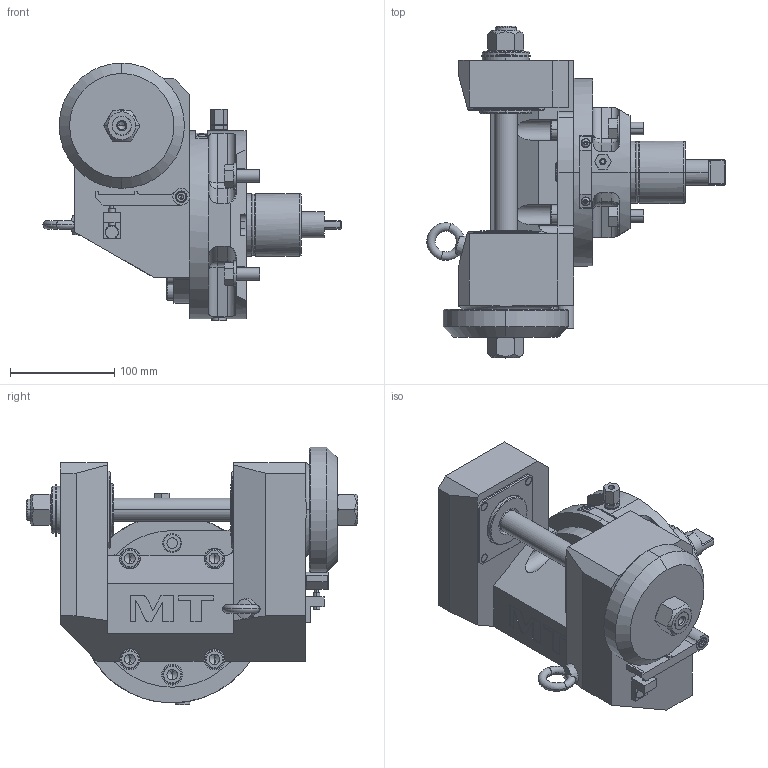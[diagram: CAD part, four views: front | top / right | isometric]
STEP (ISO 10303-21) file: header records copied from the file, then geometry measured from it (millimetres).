
FILE_DESCRIPTION((''),'2;1');
FILE_NAME('MNL0672100_CONF','2023-02-16T16:52:47',('sterribile'),('M.T. srl'),'CREO PARAMETRIC BY PTC INC, 2021072','CREO PARAMETRIC BY PTC INC, 2021072','');
FILE_SCHEMA(('CONFIG_CONTROL_DESIGN'));
Length unit declared in the file: millimetre
Products named in the file (1): MNL0672100_CONF
Bounding box: 285.5 x 318 x 247 mm (x, y, z)
Volume: 4562586.4 mm3; surface area: 319141 mm2
Topology: 1 solids, 1 shells, 770 faces, 1908 edges, 1206 vertices
Faces by surface type: plane 346, cylinder 266, cone 110, torus 30, sphere 8, bspline 8, extrusion 2
Entity records: 26789 total; most frequent: CARTESIAN_POINT 8373, DIRECTION 3905, ORIENTED_EDGE 3772, EDGE_CURVE 1886, AXIS2_PLACEMENT_3D 1460, VERTEX_POINT 1206, VECTOR 985, LINE 983
